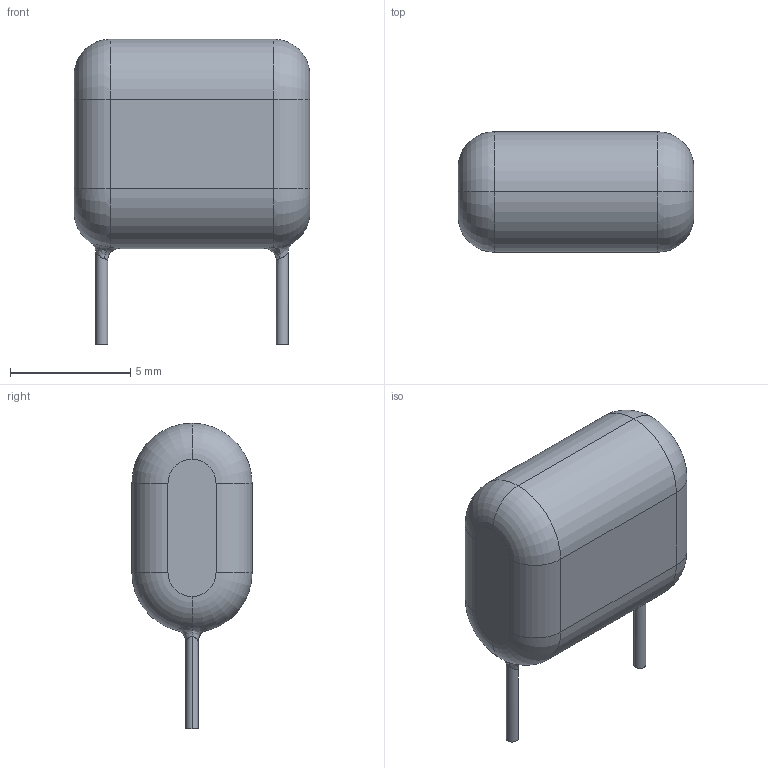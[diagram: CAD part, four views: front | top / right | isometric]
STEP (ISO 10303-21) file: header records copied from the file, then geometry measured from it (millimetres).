
FILE_DESCRIPTION (( 'STEP AP214' ), '1' );
FILE_NAME ('CAP-TH_L9.8-W5.0-H8.7-P7.5.step', '2022-07-01T09:28:18', ( '' ), ( '' ), 'SwSTEP 2.0', 'SolidWorks 2020', '' );
FILE_SCHEMA (( 'AUTOMOTIVE_DESIGN' ));
Length unit declared in the file: millimetre
Products named in the file (1): CAP-TH_L9.8-W5.0-H8.7-P7.5
Bounding box: 9.8 x 5 x 12.7 mm (x, y, z)
Volume: 355.2 mm3; surface area: 283.5 mm2
Topology: 1 solids, 1 shells, 258 faces, 689 edges, 452 vertices
Faces by surface type: plane 132, bspline 106, cylinder 12, torus 8
Entity records: 11585 total; most frequent: CARTESIAN_POINT 2994, ORIENTED_EDGE 1378, DIRECTION 819, EDGE_CURVE 689, VERTEX_POINT 452, LINE 433, VECTOR 433, EDGE_LOOP 277
